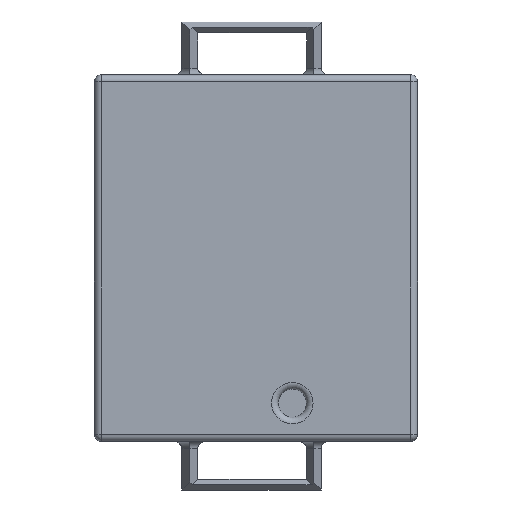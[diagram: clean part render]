
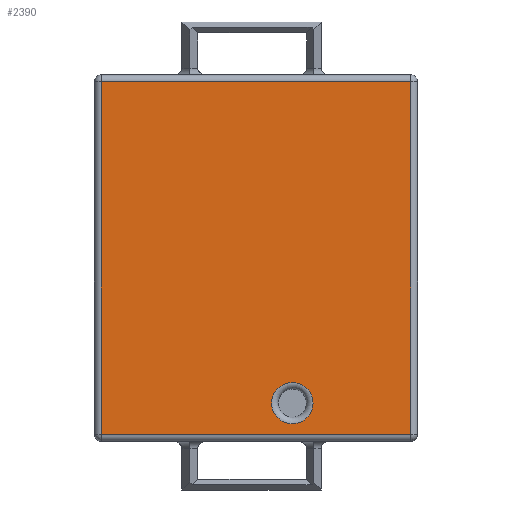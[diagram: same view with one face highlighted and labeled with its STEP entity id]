
A CAD part, top view. The second image highlights one B-rep face of the part: STEP entity #2390.
In plain terms, the highlighted planar face has unit normal (0, 0, 1).
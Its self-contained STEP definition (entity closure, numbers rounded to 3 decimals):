
#69=FACE_BOUND('',#827,.T.);
#89=PLANE('',#2557);
#161=LINE('',#3610,#381);
#162=LINE('',#3612,#382);
#163=LINE('',#3614,#383);
#164=LINE('',#3615,#384);
#381=VECTOR('',#2843,10.);
#382=VECTOR('',#2844,10.);
#383=VECTOR('',#2845,10.);
#384=VECTOR('',#2846,10.);
#667=FACE_OUTER_BOUND('',#826,.T.);
#826=EDGE_LOOP('',(#1685,#1686,#1687,#1688));
#827=EDGE_LOOP('',(#1689));
#1003=CIRCLE('',#2551,4.75);
#1106=VERTEX_POINT('',#3596);
#1110=VERTEX_POINT('',#3608);
#1111=VERTEX_POINT('',#3609);
#1112=VERTEX_POINT('',#3611);
#1113=VERTEX_POINT('',#3613);
#1320=EDGE_CURVE('',#1106,#1106,#1003,.T.);
#1326=EDGE_CURVE('',#1110,#1111,#161,.T.);
#1327=EDGE_CURVE('',#1111,#1112,#162,.T.);
#1328=EDGE_CURVE('',#1112,#1113,#163,.T.);
#1329=EDGE_CURVE('',#1113,#1110,#164,.T.);
#1685=ORIENTED_EDGE('',*,*,#1326,.T.);
#1686=ORIENTED_EDGE('',*,*,#1327,.T.);
#1687=ORIENTED_EDGE('',*,*,#1328,.T.);
#1688=ORIENTED_EDGE('',*,*,#1329,.T.);
#1689=ORIENTED_EDGE('',*,*,#1320,.F.);
#2390=ADVANCED_FACE('',(#667,#69),#89,.T.);
#2551=AXIS2_PLACEMENT_3D('',#3597,#2828,#2829);
#2557=AXIS2_PLACEMENT_3D('',#3607,#2841,#2842);
#2828=DIRECTION('center_axis',(0.,0.,1.));
#2829=DIRECTION('ref_axis',(-1.,0.,0.));
#2841=DIRECTION('center_axis',(0.,0.,1.));
#2842=DIRECTION('ref_axis',(1.,0.,0.));
#2843=DIRECTION('',(0.,-1.,0.));
#2844=DIRECTION('',(1.,0.,0.));
#2845=DIRECTION('',(0.,1.,0.));
#2846=DIRECTION('',(-1.,0.,0.));
#3596=CARTESIAN_POINT('',(48.6,7.15,41.6));
#3597=CARTESIAN_POINT('Origin',(43.85,7.15,41.6));
#3607=CARTESIAN_POINT('Origin',(35.5,40.5,41.6));
#3608=CARTESIAN_POINT('',(0.,81.,41.6));
#3609=CARTESIAN_POINT('',(0.,0.,41.6));
#3610=CARTESIAN_POINT('',(0.,81.,41.6));
#3611=CARTESIAN_POINT('',(71.,0.,41.6));
#3612=CARTESIAN_POINT('',(0.,0.,41.6));
#3613=CARTESIAN_POINT('',(71.,81.,41.6));
#3614=CARTESIAN_POINT('',(71.,0.,41.6));
#3615=CARTESIAN_POINT('',(71.,81.,41.6));
